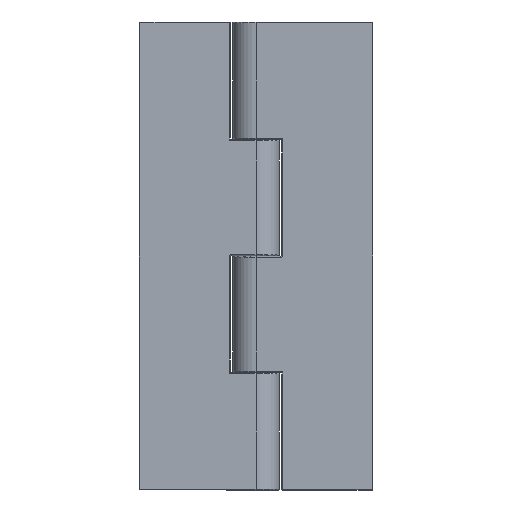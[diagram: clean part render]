
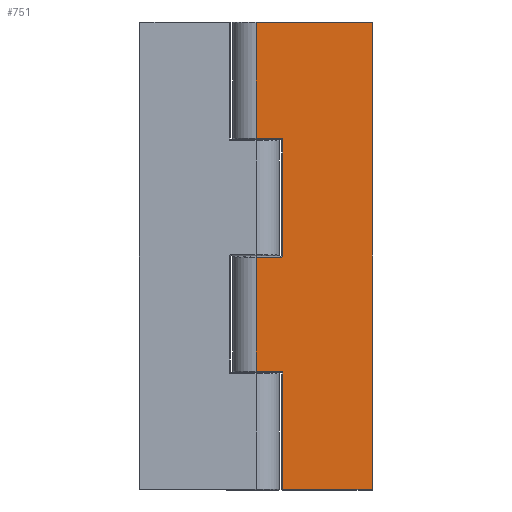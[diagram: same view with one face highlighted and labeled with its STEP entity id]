
A CAD part, front view. The second image highlights one B-rep face of the part: STEP entity #751.
In plain terms, the highlighted planar face has unit normal (0, -1, 0).
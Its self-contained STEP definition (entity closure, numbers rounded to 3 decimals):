
#181 = VERTEX_POINT ( 'NONE', #1984 ) ;
#190 = VECTOR ( 'NONE', #2088, 1000. ) ;
#249 = ORIENTED_EDGE ( 'NONE', *, *, #1275, .T. ) ;
#269 = LINE ( 'NONE', #1950, #3045 ) ;
#291 = LINE ( 'NONE', #2506, #2378 ) ;
#339 = EDGE_CURVE ( 'NONE', #921, #1446, #1181, .T. ) ;
#340 = LINE ( 'NONE', #1291, #190 ) ;
#397 = AXIS2_PLACEMENT_3D ( 'NONE', #569, #1073, #558 ) ;
#437 = CARTESIAN_POINT ( 'NONE',  ( 5.3, -5., 0.1 ) ) ;
#452 = EDGE_LOOP ( 'NONE', ( #2339, #249, #1423, #1108, #1665, #2013, #2798, #879, #1688, #1305, #1869, #952, #741 ) ) ;
#506 = CARTESIAN_POINT ( 'NONE',  ( 5.3, -5., -25. ) ) ;
#558 = DIRECTION ( 'NONE',  ( 0., 0., -1. ) ) ;
#569 = CARTESIAN_POINT ( 'NONE',  ( 0., -5., 50. ) ) ;
#593 = LINE ( 'NONE', #1698, #1084 ) ;
#630 = CARTESIAN_POINT ( 'NONE',  ( 5.7, -5., -25. ) ) ;
#700 = AXIS2_PLACEMENT_3D ( 'NONE', #437, #3025, #1585 ) ;
#732 = DIRECTION ( 'NONE',  ( 0., 0., -1. ) ) ;
#741 = ORIENTED_EDGE ( 'NONE', *, *, #2332, .T. ) ;
#751 = ADVANCED_FACE ( 'NONE', ( #1545 ), #2518, .T. ) ;
#839 = VERTEX_POINT ( 'NONE', #1633 ) ;
#867 = DIRECTION ( 'NONE',  ( 0., 0., -1. ) ) ;
#879 = ORIENTED_EDGE ( 'NONE', *, *, #1731, .T. ) ;
#892 = AXIS2_PLACEMENT_3D ( 'NONE', #506, #1008, #1273 ) ;
#912 = CARTESIAN_POINT ( 'NONE',  ( 5.7, -5., 0.1 ) ) ;
#921 = VERTEX_POINT ( 'NONE', #966 ) ;
#938 = VECTOR ( 'NONE', #1868, 1000. ) ;
#939 = EDGE_CURVE ( 'NONE', #3057, #839, #269, .T. ) ;
#952 = ORIENTED_EDGE ( 'NONE', *, *, #2983, .T. ) ;
#964 = VERTEX_POINT ( 'NONE', #2179 ) ;
#966 = CARTESIAN_POINT ( 'NONE',  ( 5.3, -5., -0.3 ) ) ;
#1008 = DIRECTION ( 'NONE',  ( 0., -1., 0. ) ) ;
#1018 = VECTOR ( 'NONE', #1998, 1000. ) ;
#1022 = EDGE_CURVE ( 'NONE', #921, #3057, #1742, .T. ) ;
#1058 = DIRECTION ( 'NONE',  ( 0., 0., 1. ) ) ;
#1073 = DIRECTION ( 'NONE',  ( 0., -1., 0. ) ) ;
#1084 = VECTOR ( 'NONE', #2175, 1000. ) ;
#1097 = VERTEX_POINT ( 'NONE', #2694 ) ;
#1108 = ORIENTED_EDGE ( 'NONE', *, *, #2274, .T. ) ;
#1151 = CARTESIAN_POINT ( 'NONE',  ( 5.3, -5., 24.8 ) ) ;
#1181 = CIRCLE ( 'NONE', #700, 0.4 ) ;
#1273 = DIRECTION ( 'NONE',  ( 0., 0., -1. ) ) ;
#1275 = EDGE_CURVE ( 'NONE', #181, #2065, #2046, .T. ) ;
#1291 = CARTESIAN_POINT ( 'NONE',  ( 5.5, -5., -24.6 ) ) ;
#1305 = ORIENTED_EDGE ( 'NONE', *, *, #1758, .T. ) ;
#1343 = CARTESIAN_POINT ( 'NONE',  ( 0., -5., -0.3 ) ) ;
#1363 = DIRECTION ( 'NONE',  ( 0., 0., -1. ) ) ;
#1388 = LINE ( 'NONE', #2678, #1960 ) ;
#1393 = DIRECTION ( 'NONE',  ( 0., -1., 0. ) ) ;
#1406 = CARTESIAN_POINT ( 'NONE',  ( 0., -5., 50. ) ) ;
#1423 = ORIENTED_EDGE ( 'NONE', *, *, #2022, .F. ) ;
#1446 = VERTEX_POINT ( 'NONE', #912 ) ;
#1460 = CARTESIAN_POINT ( 'NONE',  ( 5.7, -5., -0.1 ) ) ;
#1493 = DIRECTION ( 'NONE',  ( 0., 0., -1. ) ) ;
#1496 = CARTESIAN_POINT ( 'NONE',  ( 0., -5., -0.3 ) ) ;
#1536 = LINE ( 'NONE', #1460, #1651 ) ;
#1541 = LINE ( 'NONE', #3039, #2000 ) ;
#1545 = FACE_OUTER_BOUND ( 'NONE', #452, .T. ) ;
#1576 = CARTESIAN_POINT ( 'NONE',  ( 5.5, -5., 25.2 ) ) ;
#1585 = DIRECTION ( 'NONE',  ( 0., 0., -1. ) ) ;
#1599 = CARTESIAN_POINT ( 'NONE',  ( 0., -5., 49.8 ) ) ;
#1633 = CARTESIAN_POINT ( 'NONE',  ( 0., -5., -24.6 ) ) ;
#1644 = VERTEX_POINT ( 'NONE', #1813 ) ;
#1651 = VECTOR ( 'NONE', #1493, 1000. ) ;
#1665 = ORIENTED_EDGE ( 'NONE', *, *, #339, .F. ) ;
#1688 = ORIENTED_EDGE ( 'NONE', *, *, #1838, .F. ) ;
#1694 = LINE ( 'NONE', #1406, #2787 ) ;
#1698 = CARTESIAN_POINT ( 'NONE',  ( 0., -5., -49.8 ) ) ;
#1731 = EDGE_CURVE ( 'NONE', #839, #2310, #340, .T. ) ;
#1742 = LINE ( 'NONE', #1496, #1018 ) ;
#1758 = EDGE_CURVE ( 'NONE', #3097, #2958, #1541, .T. ) ;
#1772 = CIRCLE ( 'NONE', #892, 0.4 ) ;
#1813 = CARTESIAN_POINT ( 'NONE',  ( 24.8, -5., 49.8 ) ) ;
#1838 = EDGE_CURVE ( 'NONE', #3097, #2310, #1772, .T. ) ;
#1868 = DIRECTION ( 'NONE',  ( 1., 0., 0. ) ) ;
#1869 = ORIENTED_EDGE ( 'NONE', *, *, #2845, .T. ) ;
#1950 = CARTESIAN_POINT ( 'NONE',  ( 0., -5., 50. ) ) ;
#1957 = DIRECTION ( 'NONE',  ( -1., 0., 0. ) ) ;
#1960 = VECTOR ( 'NONE', #1957, 1000. ) ;
#1984 = CARTESIAN_POINT ( 'NONE',  ( 0., -5., 25.2 ) ) ;
#1998 = DIRECTION ( 'NONE',  ( -1., 0., 0. ) ) ;
#2000 = VECTOR ( 'NONE', #867, 1000. ) ;
#2013 = ORIENTED_EDGE ( 'NONE', *, *, #1022, .T. ) ;
#2022 = EDGE_CURVE ( 'NONE', #1097, #2065, #2489, .T. ) ;
#2023 = CARTESIAN_POINT ( 'NONE',  ( 5.7, -5., -49.8 ) ) ;
#2046 = LINE ( 'NONE', #1576, #938 ) ;
#2065 = VERTEX_POINT ( 'NONE', #3080 ) ;
#2088 = DIRECTION ( 'NONE',  ( 1., 0., 0. ) ) ;
#2093 = EDGE_CURVE ( 'NONE', #2590, #181, #1694, .T. ) ;
#2175 = DIRECTION ( 'NONE',  ( 1., 0., 0. ) ) ;
#2179 = CARTESIAN_POINT ( 'NONE',  ( 24.8, -5., -49.8 ) ) ;
#2274 = EDGE_CURVE ( 'NONE', #1097, #1446, #1536, .T. ) ;
#2310 = VERTEX_POINT ( 'NONE', #2463 ) ;
#2332 = EDGE_CURVE ( 'NONE', #1644, #2590, #1388, .T. ) ;
#2339 = ORIENTED_EDGE ( 'NONE', *, *, #2093, .T. ) ;
#2357 = DIRECTION ( 'NONE',  ( 0., 0., -1. ) ) ;
#2378 = VECTOR ( 'NONE', #1058, 1000. ) ;
#2463 = CARTESIAN_POINT ( 'NONE',  ( 5.3, -5., -24.6 ) ) ;
#2489 = CIRCLE ( 'NONE', #2835, 0.4 ) ;
#2506 = CARTESIAN_POINT ( 'NONE',  ( 24.8, -5., 50. ) ) ;
#2518 = PLANE ( 'NONE',  #397 ) ;
#2590 = VERTEX_POINT ( 'NONE', #1599 ) ;
#2678 = CARTESIAN_POINT ( 'NONE',  ( 0., -5., 49.8 ) ) ;
#2694 = CARTESIAN_POINT ( 'NONE',  ( 5.7, -5., 24.8 ) ) ;
#2787 = VECTOR ( 'NONE', #2357, 1000. ) ;
#2798 = ORIENTED_EDGE ( 'NONE', *, *, #939, .T. ) ;
#2835 = AXIS2_PLACEMENT_3D ( 'NONE', #1151, #1393, #1363 ) ;
#2845 = EDGE_CURVE ( 'NONE', #2958, #964, #593, .T. ) ;
#2958 = VERTEX_POINT ( 'NONE', #2023 ) ;
#2983 = EDGE_CURVE ( 'NONE', #964, #1644, #291, .T. ) ;
#3025 = DIRECTION ( 'NONE',  ( 0., -1., 0. ) ) ;
#3039 = CARTESIAN_POINT ( 'NONE',  ( 5.7, -5., -50. ) ) ;
#3045 = VECTOR ( 'NONE', #732, 1000. ) ;
#3057 = VERTEX_POINT ( 'NONE', #1343 ) ;
#3080 = CARTESIAN_POINT ( 'NONE',  ( 5.3, -5., 25.2 ) ) ;
#3097 = VERTEX_POINT ( 'NONE', #630 ) ;
